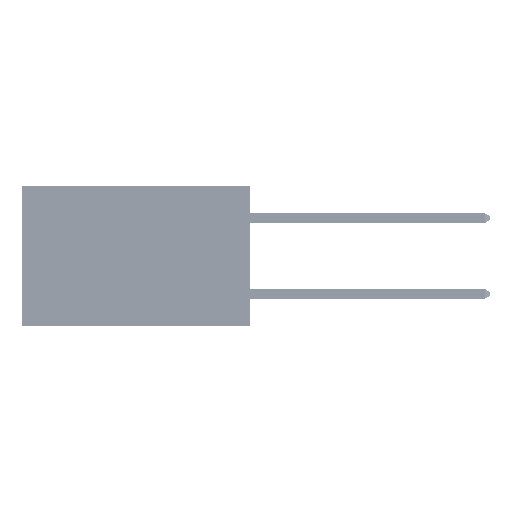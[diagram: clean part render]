
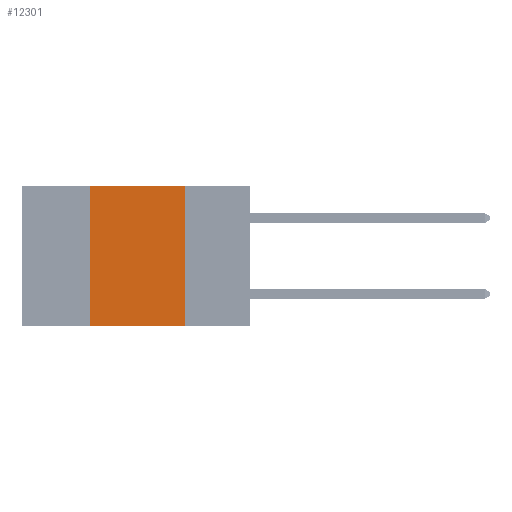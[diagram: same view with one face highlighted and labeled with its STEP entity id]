
A CAD part, left-side view. The second image highlights one B-rep face of the part: STEP entity #12301.
In plain terms, the highlighted planar face has unit normal (-1, 0, 0).
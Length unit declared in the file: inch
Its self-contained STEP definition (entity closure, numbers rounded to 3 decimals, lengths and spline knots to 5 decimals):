
#341 = EDGE_CURVE ( 'NONE', #43145, #36441, #17210, .T. ) ;
#2451 = LINE ( 'NONE', #18357, #34725 ) ;
#4510 = ORIENTED_EDGE ( 'NONE', *, *, #45292, .T. ) ;
#5436 = ORIENTED_EDGE ( 'NONE', *, *, #26658, .F. ) ;
#6636 = ORIENTED_EDGE ( 'NONE', *, *, #341, .F. ) ;
#6839 = VERTEX_POINT ( 'NONE', #40277 ) ;
#7113 = DIRECTION ( 'NONE',  ( 0., 0., -1. ) ) ;
#11181 = LINE ( 'NONE', #35089, #14192 ) ;
#12301 = ADVANCED_FACE ( 'NONE', ( #21903 ), #44793, .F. ) ;
#14192 = VECTOR ( 'NONE', #23800, 39.37008 ) ;
#14799 = LINE ( 'NONE', #37654, #27632 ) ;
#15087 = DIRECTION ( 'NONE',  ( 0., -1., 0. ) ) ;
#17210 = LINE ( 'NONE', #33170, #34732 ) ;
#18357 = CARTESIAN_POINT ( 'NONE',  ( 0., 0.6, 0. ) ) ;
#20969 = VERTEX_POINT ( 'NONE', #43390 ) ;
#21903 = FACE_OUTER_BOUND ( 'NONE', #48070, .T. ) ;
#22521 = DIRECTION ( 'NONE',  ( 0., 0., -1. ) ) ;
#22650 = CARTESIAN_POINT ( 'NONE',  ( 0., 0.17, 0. ) ) ;
#22668 = CARTESIAN_POINT ( 'NONE',  ( 0., 0.6, 0. ) ) ;
#23800 = DIRECTION ( 'NONE',  ( 0., 0., 1. ) ) ;
#26658 = EDGE_CURVE ( 'NONE', #6839, #20969, #11181, .T. ) ;
#26667 = DIRECTION ( 'NONE',  ( 0., -1., 0. ) ) ;
#27632 = VECTOR ( 'NONE', #26667, 39.37008 ) ;
#28915 = AXIS2_PLACEMENT_3D ( 'NONE', #22668, #40866, #22521 ) ;
#29397 = CARTESIAN_POINT ( 'NONE',  ( 0., 0.17, -0.37 ) ) ;
#33170 = CARTESIAN_POINT ( 'NONE',  ( 0., 0.17, 0. ) ) ;
#34725 = VECTOR ( 'NONE', #15087, 39.37008 ) ;
#34732 = VECTOR ( 'NONE', #7113, 39.37008 ) ;
#35089 = CARTESIAN_POINT ( 'NONE',  ( 0., 0.42, 0. ) ) ;
#36441 = VERTEX_POINT ( 'NONE', #29397 ) ;
#37654 = CARTESIAN_POINT ( 'NONE',  ( 0., 0.6, -0.37 ) ) ;
#40190 = EDGE_CURVE ( 'NONE', #20969, #43145, #2451, .T. ) ;
#40277 = CARTESIAN_POINT ( 'NONE',  ( 0., 0.42, -0.37 ) ) ;
#40866 = DIRECTION ( 'NONE',  ( 1., 0., 0. ) ) ;
#43145 = VERTEX_POINT ( 'NONE', #22650 ) ;
#43390 = CARTESIAN_POINT ( 'NONE',  ( 0., 0.42, 0. ) ) ;
#44793 = PLANE ( 'NONE',  #28915 ) ;
#45292 = EDGE_CURVE ( 'NONE', #6839, #36441, #14799, .T. ) ;
#45913 = ORIENTED_EDGE ( 'NONE', *, *, #40190, .F. ) ;
#48070 = EDGE_LOOP ( 'NONE', ( #6636, #45913, #5436, #4510 ) ) ;
